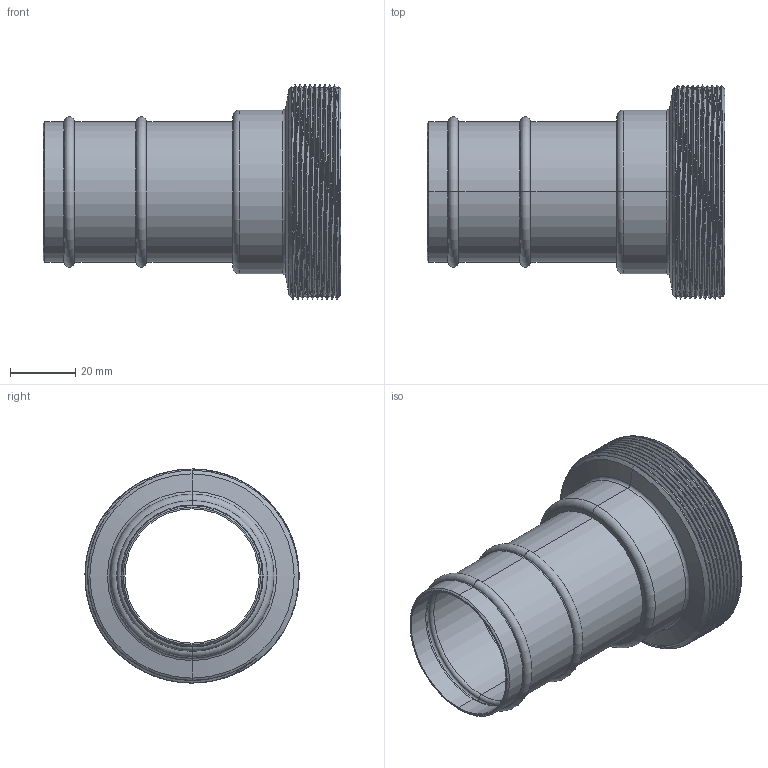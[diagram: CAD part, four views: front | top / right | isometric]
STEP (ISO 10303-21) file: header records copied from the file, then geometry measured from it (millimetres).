
FILE_DESCRIPTION (( 'STEP AP203' ), '1' );
FILE_NAME ('3D-M2045P_40_174108020.STEP', '2024-09-05T08:11:33', ( '' ), ( '' ), 'SwSTEP 2.0', 'SolidWorks 2024', '' );
FILE_SCHEMA (( 'CONFIG_CONTROL_DESIGN' ));
Length unit declared in the file: millimetre
Products named in the file (1): 3D-M2045P_40_174108020
Bounding box: 91 x 65.4 x 65.42 mm (x, y, z)
Volume: 41020.9 mm3; surface area: 32364.7 mm2
Topology: 1 solids, 1 shells, 84 faces, 193 edges, 114 vertices
Faces by surface type: cylinder 38, torus 28, cone 10, plane 5, bspline 3
Entity records: 7599 total; most frequent: CARTESIAN_POINT 5689, DIRECTION 399, ORIENTED_EDGE 386, EDGE_CURVE 193, AXIS2_PLACEMENT_3D 176, VERTEX_POINT 114, CIRCLE 94, EDGE_LOOP 89
